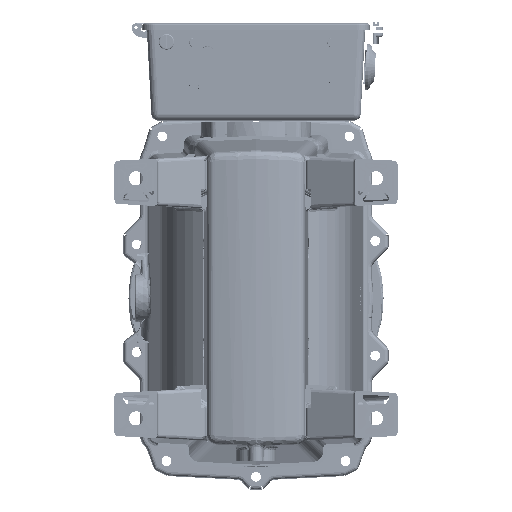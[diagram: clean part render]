
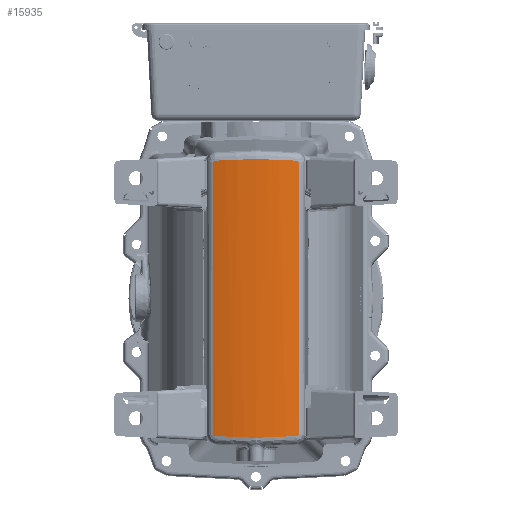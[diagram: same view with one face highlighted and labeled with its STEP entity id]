
A CAD part, front view. The second image highlights one B-rep face of the part: STEP entity #15935.
In plain terms, the highlighted cylindrical face has radius 240 mm (diameter 480 mm), a partial arc.
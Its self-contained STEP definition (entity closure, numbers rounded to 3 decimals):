
#1936=CARTESIAN_POINT('',(57.423,16.971,192.171));
#1937=CARTESIAN_POINT('',(51.203,15.438,192.405));
#1938=CARTESIAN_POINT('',(38.617,12.865,192.904));
#1939=CARTESIAN_POINT('',(19.394,10.523,193.746));
#1940=CARTESIAN_POINT('',(6.471,10.,194.364));
#1941=CARTESIAN_POINT('',(0.,10.,
194.687));
#1943=CARTESIAN_POINT('',(59.441,17.477,190.2));
#1944=CARTESIAN_POINT('',(59.441,17.477,190.371));
#1945=CARTESIAN_POINT('',(59.397,17.466,190.7));
#1946=CARTESIAN_POINT('',(59.195,17.415,191.175));
#1947=CARTESIAN_POINT('',(58.873,17.333,191.583));
#1948=CARTESIAN_POINT('',(58.452,17.227,191.901));
#1949=CARTESIAN_POINT('',(57.954,17.102,192.109));
#1950=CARTESIAN_POINT('',(57.604,17.016,192.164));
#1951=CARTESIAN_POINT('',(57.423,16.971,192.171));
#1953=DIRECTION('',(0.,0.,1.));
#1954=VECTOR('',#1953,380.401);
#1955=CARTESIAN_POINT('',(59.441,17.477,-190.2));
#1956=LINE('',#1955,#1954);
#1957=CARTESIAN_POINT('',(57.423,16.971,-192.171));
#1958=CARTESIAN_POINT('',(57.604,17.016,-192.164));
#1959=CARTESIAN_POINT('',(57.954,17.102,-192.109));
#1960=CARTESIAN_POINT('',(58.452,17.227,-191.901));
#1961=CARTESIAN_POINT('',(58.873,17.333,-191.583));
#1962=CARTESIAN_POINT('',(59.195,17.415,-191.175));
#1963=CARTESIAN_POINT('',(59.397,17.466,-190.7));
#1964=CARTESIAN_POINT('',(59.441,17.477,-190.371));
#1965=CARTESIAN_POINT('',(59.441,17.477,-190.2));
#1967=CARTESIAN_POINT('',(0.,10.,
-194.687));
#1968=CARTESIAN_POINT('',(6.471,10.,-194.364));
#1969=CARTESIAN_POINT('',(19.394,10.523,-193.746));
#1970=CARTESIAN_POINT('',(38.617,12.865,-192.904));
#1971=CARTESIAN_POINT('',(51.203,15.438,-192.405));
#1972=CARTESIAN_POINT('',(57.423,16.971,-192.171));
#1974=CARTESIAN_POINT('',(-57.423,16.971,
-192.171));
#1975=CARTESIAN_POINT('',(-51.203,15.438,
-192.405));
#1976=CARTESIAN_POINT('',(-38.617,12.865,
-192.904));
#1977=CARTESIAN_POINT('',(-19.394,10.523,
-193.746));
#1978=CARTESIAN_POINT('',(-6.471,10.,
-194.364));
#1979=CARTESIAN_POINT('',(0.,10.,
-194.687));
#1981=CARTESIAN_POINT('',(-59.441,17.477,
-190.2));
#1982=CARTESIAN_POINT('',(-59.441,17.477,
-190.371));
#1983=CARTESIAN_POINT('',(-59.397,17.466,
-190.7));
#1984=CARTESIAN_POINT('',(-59.195,17.415,
-191.175));
#1985=CARTESIAN_POINT('',(-58.873,17.333,
-191.583));
#1986=CARTESIAN_POINT('',(-58.452,17.227,
-191.901));
#1987=CARTESIAN_POINT('',(-57.954,17.102,
-192.109));
#1988=CARTESIAN_POINT('',(-57.604,17.016,
-192.164));
#1989=CARTESIAN_POINT('',(-57.423,16.971,
-192.171));
#1991=DIRECTION('',(0.,0.,-1.));
#1992=VECTOR('',#1991,380.401);
#1993=CARTESIAN_POINT('',(-59.441,17.477,190.2));
#1994=LINE('',#1993,#1992);
#1995=CARTESIAN_POINT('',(-57.423,16.971,192.171));
#1996=CARTESIAN_POINT('',(-57.604,17.016,192.164));
#1997=CARTESIAN_POINT('',(-57.954,17.102,192.109));
#1998=CARTESIAN_POINT('',(-58.452,17.227,191.901));
#1999=CARTESIAN_POINT('',(-58.873,17.333,191.583));
#2000=CARTESIAN_POINT('',(-59.195,17.415,191.175));
#2001=CARTESIAN_POINT('',(-59.397,17.466,190.7));
#2002=CARTESIAN_POINT('',(-59.441,17.477,190.371));
#2003=CARTESIAN_POINT('',(-59.441,17.477,190.2));
#2005=CARTESIAN_POINT('',(0.,10.,
194.687));
#2006=CARTESIAN_POINT('',(-6.471,10.,194.364));
#2007=CARTESIAN_POINT('',(-19.394,10.523,193.746));
#2008=CARTESIAN_POINT('',(-38.617,12.865,192.904));
#2009=CARTESIAN_POINT('',(-51.203,15.438,192.405));
#2010=CARTESIAN_POINT('',(-57.423,16.971,192.171));
#12326=VERTEX_POINT('',#1936);
#12327=VERTEX_POINT('',#1941);
#12328=VERTEX_POINT('',#1943);
#12330=CARTESIAN_POINT('',(59.441,17.477,
-190.2));
#12331=VERTEX_POINT('',#12330);
#12334=VERTEX_POINT('',#1957);
#12336=VERTEX_POINT('',#1967);
#12337=VERTEX_POINT('',#2010);
#12339=VERTEX_POINT('',#2003);
#12341=CARTESIAN_POINT('',(-59.441,17.477,
-190.2));
#12342=VERTEX_POINT('',#12341);
#12345=VERTEX_POINT('',#1989);
#15908=CARTESIAN_POINT('',(0.,250.,-200.5));
#15909=DIRECTION('',(0.,0.,1.));
#15910=DIRECTION('',(1.,0.,0.));
#15911=AXIS2_PLACEMENT_3D('',#15908,#15909,#15910);
#15912=CYLINDRICAL_SURFACE('',#15911,240.);
#15914=ORIENTED_EDGE('',*,*,#15913,.F.);
#15916=ORIENTED_EDGE('',*,*,#15915,.F.);
#15918=ORIENTED_EDGE('',*,*,#15917,.F.);
#15920=ORIENTED_EDGE('',*,*,#15919,.F.);
#15922=ORIENTED_EDGE('',*,*,#15921,.F.);
#15924=ORIENTED_EDGE('',*,*,#15923,.F.);
#15926=ORIENTED_EDGE('',*,*,#15925,.F.);
#15928=ORIENTED_EDGE('',*,*,#15927,.F.);
#15930=ORIENTED_EDGE('',*,*,#15929,.F.);
#15932=ORIENTED_EDGE('',*,*,#15931,.F.);
#15933=EDGE_LOOP('',(#15914,#15916,#15918,#15920,#15922,#15924,#15926,#15928,
#15930,#15932));
#15934=FACE_OUTER_BOUND('',#15933,.F.);
#15935=ADVANCED_FACE('',(#15934),#15912,.T.);
#1942=B_SPLINE_CURVE_WITH_KNOTS('',3,(#1936,#1937,#1938,#1939,#1940,#1941),
.UNSPECIFIED.,.F.,.F.,(4,1,1,4),(0.,0.333,0.667,1.),
.UNSPECIFIED.);
#1952=B_SPLINE_CURVE_WITH_KNOTS('',3,(#1943,#1944,#1945,#1946,#1947,#1948,#1949,
#1950,#1951),.UNSPECIFIED.,.F.,.F.,(4,1,1,1,1,1,4),(0.,0.167,
0.333,0.5,0.667,0.833,1.),
.UNSPECIFIED.);
#1966=B_SPLINE_CURVE_WITH_KNOTS('',3,(#1957,#1958,#1959,#1960,#1961,#1962,#1963,
#1964,#1965),.UNSPECIFIED.,.F.,.F.,(4,1,1,1,1,1,4),(0.,0.167,
0.333,0.5,0.667,0.833,1.),
.UNSPECIFIED.);
#1973=B_SPLINE_CURVE_WITH_KNOTS('',3,(#1967,#1968,#1969,#1970,#1971,#1972),
.UNSPECIFIED.,.F.,.F.,(4,1,1,4),(0.,0.333,0.667,1.),
.UNSPECIFIED.);
#1980=B_SPLINE_CURVE_WITH_KNOTS('',3,(#1974,#1975,#1976,#1977,#1978,#1979),
.UNSPECIFIED.,.F.,.F.,(4,1,1,4),(0.,0.333,0.667,1.),
.UNSPECIFIED.);
#1990=B_SPLINE_CURVE_WITH_KNOTS('',3,(#1981,#1982,#1983,#1984,#1985,#1986,#1987,
#1988,#1989),.UNSPECIFIED.,.F.,.F.,(4,1,1,1,1,1,4),(0.,0.167,
0.333,0.5,0.667,0.833,1.),
.UNSPECIFIED.);
#2004=B_SPLINE_CURVE_WITH_KNOTS('',3,(#1995,#1996,#1997,#1998,#1999,#2000,#2001,
#2002,#2003),.UNSPECIFIED.,.F.,.F.,(4,1,1,1,1,1,4),(0.,0.167,
0.333,0.5,0.667,0.833,1.),
.UNSPECIFIED.);
#2011=B_SPLINE_CURVE_WITH_KNOTS('',3,(#2005,#2006,#2007,#2008,#2009,#2010),
.UNSPECIFIED.,.F.,.F.,(4,1,1,4),(0.,0.333,0.667,1.),
.UNSPECIFIED.);
#15913=EDGE_CURVE('',#12326,#12327,#1942,.T.);
#15915=EDGE_CURVE('',#12328,#12326,#1952,.T.);
#15917=EDGE_CURVE('',#12331,#12328,#1956,.T.);
#15919=EDGE_CURVE('',#12334,#12331,#1966,.T.);
#15921=EDGE_CURVE('',#12336,#12334,#1973,.T.);
#15923=EDGE_CURVE('',#12345,#12336,#1980,.T.);
#15925=EDGE_CURVE('',#12342,#12345,#1990,.T.);
#15927=EDGE_CURVE('',#12339,#12342,#1994,.T.);
#15929=EDGE_CURVE('',#12337,#12339,#2004,.T.);
#15931=EDGE_CURVE('',#12327,#12337,#2011,.T.);
